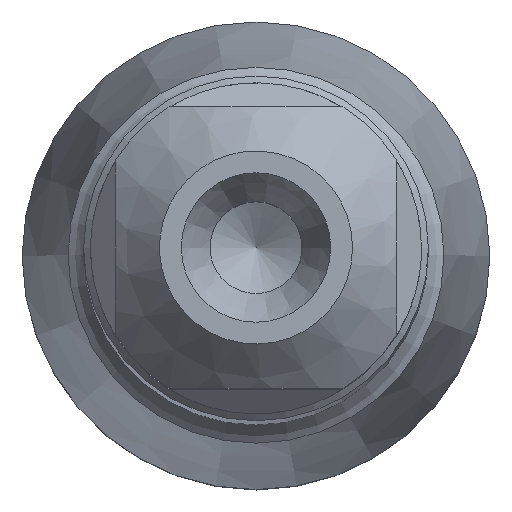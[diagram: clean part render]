
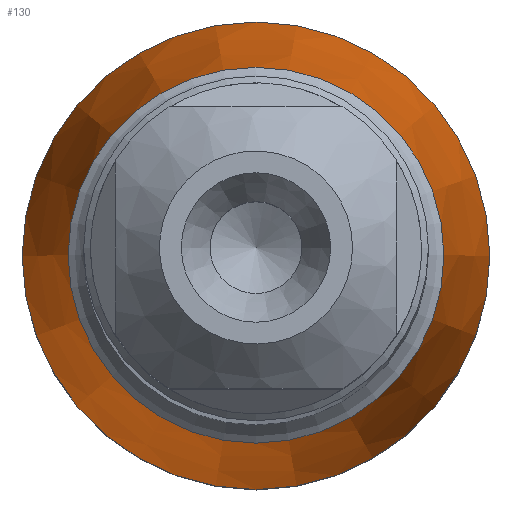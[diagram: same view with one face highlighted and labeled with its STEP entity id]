
A CAD part, top view. The second image highlights one B-rep face of the part: STEP entity #130.
In plain terms, the highlighted conical face has half-angle 8 degrees and reference radius 3.27 mm.
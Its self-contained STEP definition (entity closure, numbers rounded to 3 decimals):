
#96=CONICAL_SURFACE('',#497,3.27,8.);
#130=ADVANCED_FACE('',(#162,#163),#96,.T.);
#162=FACE_BOUND('',#209,.T.);
#163=FACE_BOUND('',#210,.T.);
#209=EDGE_LOOP('',(#293));
#210=EDGE_LOOP('',(#294));
#293=ORIENTED_EDGE('',*,*,#379,.F.);
#294=ORIENTED_EDGE('',*,*,#378,.F.);
#335=VERTEX_POINT('',#781);
#336=VERTEX_POINT('',#784);
#378=EDGE_CURVE('',#335,#335,#400,.T.);
#379=EDGE_CURVE('',#336,#336,#401,.T.);
#400=CIRCLE('',#494,3.27);
#401=CIRCLE('',#496,4.069);
#494=AXIS2_PLACEMENT_3D('',#780,#607,#608);
#496=AXIS2_PLACEMENT_3D('',#783,#611,#612);
#497=AXIS2_PLACEMENT_3D('',#785,#613,#614);
#607=DIRECTION('',(0.,0.,1.));
#608=DIRECTION('',(1.,0.,0.));
#611=DIRECTION('',(0.,0.,-1.));
#612=DIRECTION('',(-1.,0.,0.));
#613=DIRECTION('',(0.,0.,-1.));
#614=DIRECTION('',(-1.,0.,0.));
#780=CARTESIAN_POINT('',(0.,0.,-77.));
#781=CARTESIAN_POINT('',(3.27,0.,-77.));
#783=CARTESIAN_POINT('',(0.,0.,-82.681));
#784=CARTESIAN_POINT('',(-4.069,0.,-82.681));
#785=CARTESIAN_POINT('',(0.,0.,-77.));
